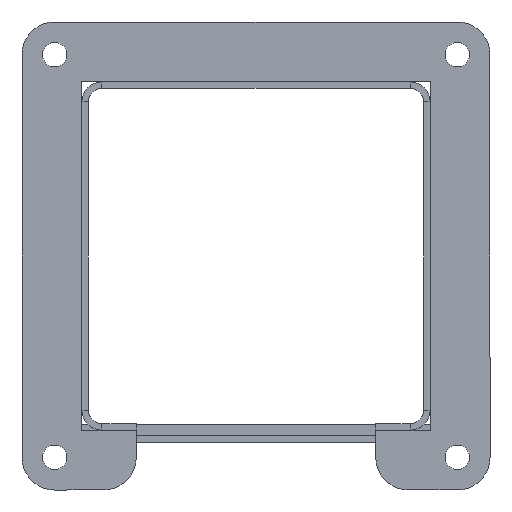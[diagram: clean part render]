
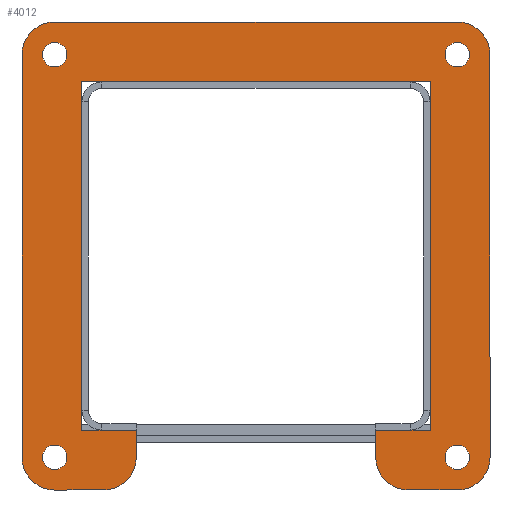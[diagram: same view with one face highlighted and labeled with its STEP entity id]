
A CAD part, front view. The second image highlights one B-rep face of the part: STEP entity #4012.
In plain terms, the highlighted face is planar.
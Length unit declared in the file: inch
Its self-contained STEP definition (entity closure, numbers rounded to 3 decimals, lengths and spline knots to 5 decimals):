
#104=FACE_BOUND('',#630,.T.);
#105=FACE_BOUND('',#631,.T.);
#106=FACE_BOUND('',#632,.T.);
#107=FACE_BOUND('',#633,.T.);
#108=FACE_BOUND('',#634,.T.);
#231=PLANE('',#4307);
#630=EDGE_LOOP('',(#2912));
#631=EDGE_LOOP('',(#2913));
#632=EDGE_LOOP('',(#2914));
#633=EDGE_LOOP('',(#2915));
#634=EDGE_LOOP('',(#2916,#2917,#2918,#2919,#2920,#2921,#2922,#2923,#2924,
#2925,#2926,#2927,#2928,#2929,#2930,#2931,#2932,#2933));
#870=CIRCLE('',#4266,0.14063);
#872=CIRCLE('',#4269,0.14063);
#874=CIRCLE('',#4272,0.14063);
#876=CIRCLE('',#4275,0.14063);
#878=CIRCLE('',#4281,0.375);
#880=CIRCLE('',#4285,0.375);
#882=CIRCLE('',#4289,0.375);
#884=CIRCLE('',#4293,0.375);
#886=CIRCLE('',#4297,0.375);
#888=CIRCLE('',#4301,0.375);
#1064=LINE('',#6021,#1452);
#1068=LINE('',#6029,#1456);
#1071=LINE('',#6035,#1459);
#1075=LINE('',#6047,#1463);
#1079=LINE('',#6059,#1467);
#1083=LINE('',#6071,#1471);
#1087=LINE('',#6083,#1475);
#1091=LINE('',#6095,#1479);
#1095=LINE('',#6107,#1483);
#1098=LINE('',#6113,#1486);
#1101=LINE('',#6119,#1489);
#1104=LINE('',#6124,#1492);
#1452=VECTOR('',#4822,4.);
#1456=VECTOR('',#4828,0.625);
#1459=VECTOR('',#4833,0.3125);
#1463=VECTOR('',#4845,0.5625);
#1467=VECTOR('',#4857,4.625);
#1471=VECTOR('',#4869,4.625);
#1475=VECTOR('',#4881,4.625);
#1479=VECTOR('',#4893,0.5625);
#1483=VECTOR('',#4905,0.3125);
#1486=VECTOR('',#4910,0.625);
#1489=VECTOR('',#4915,4.);
#1492=VECTOR('',#4920,4.);
#1820=VERTEX_POINT('',#5999);
#1822=VERTEX_POINT('',#6004);
#1824=VERTEX_POINT('',#6009);
#1826=VERTEX_POINT('',#6014);
#1828=VERTEX_POINT('',#6019);
#1829=VERTEX_POINT('',#6020);
#1832=VERTEX_POINT('',#6028);
#1834=VERTEX_POINT('',#6034);
#1836=VERTEX_POINT('',#6040);
#1838=VERTEX_POINT('',#6046);
#1840=VERTEX_POINT('',#6052);
#1842=VERTEX_POINT('',#6058);
#1844=VERTEX_POINT('',#6064);
#1846=VERTEX_POINT('',#6070);
#1848=VERTEX_POINT('',#6076);
#1850=VERTEX_POINT('',#6082);
#1852=VERTEX_POINT('',#6088);
#1854=VERTEX_POINT('',#6094);
#1856=VERTEX_POINT('',#6100);
#1858=VERTEX_POINT('',#6106);
#1860=VERTEX_POINT('',#6112);
#1862=VERTEX_POINT('',#6118);
#2214=EDGE_CURVE('',#1820,#1820,#870,.T.);
#2216=EDGE_CURVE('',#1822,#1822,#872,.T.);
#2218=EDGE_CURVE('',#1824,#1824,#874,.T.);
#2220=EDGE_CURVE('',#1826,#1826,#876,.T.);
#2222=EDGE_CURVE('',#1828,#1829,#1064,.T.);
#2226=EDGE_CURVE('',#1829,#1832,#1068,.T.);
#2229=EDGE_CURVE('',#1832,#1834,#1071,.T.);
#2232=EDGE_CURVE('',#1834,#1836,#878,.T.);
#2235=EDGE_CURVE('',#1836,#1838,#1075,.T.);
#2238=EDGE_CURVE('',#1838,#1840,#880,.T.);
#2241=EDGE_CURVE('',#1840,#1842,#1079,.T.);
#2244=EDGE_CURVE('',#1842,#1844,#882,.T.);
#2247=EDGE_CURVE('',#1844,#1846,#1083,.T.);
#2250=EDGE_CURVE('',#1846,#1848,#884,.T.);
#2253=EDGE_CURVE('',#1848,#1850,#1087,.T.);
#2256=EDGE_CURVE('',#1850,#1852,#886,.T.);
#2259=EDGE_CURVE('',#1852,#1854,#1091,.T.);
#2262=EDGE_CURVE('',#1854,#1856,#888,.T.);
#2265=EDGE_CURVE('',#1856,#1858,#1095,.T.);
#2268=EDGE_CURVE('',#1858,#1860,#1098,.T.);
#2271=EDGE_CURVE('',#1860,#1862,#1101,.T.);
#2274=EDGE_CURVE('',#1862,#1828,#1104,.T.);
#2912=ORIENTED_EDGE('',*,*,#2214,.T.);
#2913=ORIENTED_EDGE('',*,*,#2216,.T.);
#2914=ORIENTED_EDGE('',*,*,#2218,.T.);
#2915=ORIENTED_EDGE('',*,*,#2220,.T.);
#2916=ORIENTED_EDGE('',*,*,#2222,.F.);
#2917=ORIENTED_EDGE('',*,*,#2274,.F.);
#2918=ORIENTED_EDGE('',*,*,#2271,.F.);
#2919=ORIENTED_EDGE('',*,*,#2268,.F.);
#2920=ORIENTED_EDGE('',*,*,#2265,.F.);
#2921=ORIENTED_EDGE('',*,*,#2262,.F.);
#2922=ORIENTED_EDGE('',*,*,#2259,.F.);
#2923=ORIENTED_EDGE('',*,*,#2256,.F.);
#2924=ORIENTED_EDGE('',*,*,#2253,.F.);
#2925=ORIENTED_EDGE('',*,*,#2250,.F.);
#2926=ORIENTED_EDGE('',*,*,#2247,.F.);
#2927=ORIENTED_EDGE('',*,*,#2244,.F.);
#2928=ORIENTED_EDGE('',*,*,#2241,.F.);
#2929=ORIENTED_EDGE('',*,*,#2238,.F.);
#2930=ORIENTED_EDGE('',*,*,#2235,.F.);
#2931=ORIENTED_EDGE('',*,*,#2232,.F.);
#2932=ORIENTED_EDGE('',*,*,#2229,.F.);
#2933=ORIENTED_EDGE('',*,*,#2226,.F.);
#4012=ADVANCED_FACE('',(#104,#105,#106,#107,#108),#231,.T.);
#4266=AXIS2_PLACEMENT_3D('',#6000,#4798,#4799);
#4269=AXIS2_PLACEMENT_3D('',#6005,#4804,#4805);
#4272=AXIS2_PLACEMENT_3D('',#6010,#4810,#4811);
#4275=AXIS2_PLACEMENT_3D('',#6015,#4816,#4817);
#4281=AXIS2_PLACEMENT_3D('',#6041,#4838,#4839);
#4285=AXIS2_PLACEMENT_3D('',#6053,#4850,#4851);
#4289=AXIS2_PLACEMENT_3D('',#6065,#4862,#4863);
#4293=AXIS2_PLACEMENT_3D('',#6077,#4874,#4875);
#4297=AXIS2_PLACEMENT_3D('',#6089,#4886,#4887);
#4301=AXIS2_PLACEMENT_3D('',#6101,#4898,#4899);
#4307=AXIS2_PLACEMENT_3D('',#6126,#4922,#4923);
#4798=DIRECTION('center_axis',(0.,0.,-1.));
#4799=DIRECTION('ref_axis',(-1.,0.,0.));
#4804=DIRECTION('center_axis',(0.,0.,-1.));
#4805=DIRECTION('ref_axis',(-1.,0.,0.));
#4810=DIRECTION('center_axis',(0.,0.,-1.));
#4811=DIRECTION('ref_axis',(-1.,0.,0.));
#4816=DIRECTION('center_axis',(0.,0.,-1.));
#4817=DIRECTION('ref_axis',(-1.,0.,0.));
#4822=DIRECTION('',(0.,1.,0.));
#4828=DIRECTION('',(-1.,0.,0.));
#4833=DIRECTION('',(0.,1.,0.));
#4838=DIRECTION('center_axis',(0.,0.,-1.));
#4839=DIRECTION('ref_axis',(0.,-1.,0.));
#4845=DIRECTION('',(1.,0.,0.));
#4850=DIRECTION('center_axis',(0.,0.,-1.));
#4851=DIRECTION('ref_axis',(-1.,0.,0.));
#4857=DIRECTION('',(0.,-1.,0.));
#4862=DIRECTION('center_axis',(0.,0.,-1.));
#4863=DIRECTION('ref_axis',(0.,1.,0.));
#4869=DIRECTION('',(-1.,0.,0.));
#4874=DIRECTION('center_axis',(0.,0.,-1.));
#4875=DIRECTION('ref_axis',(1.,0.,0.));
#4881=DIRECTION('',(0.,1.,0.));
#4886=DIRECTION('center_axis',(0.,0.,-1.));
#4887=DIRECTION('ref_axis',(0.,-1.,0.));
#4893=DIRECTION('',(1.,0.,0.));
#4898=DIRECTION('center_axis',(0.,0.,-1.));
#4899=DIRECTION('ref_axis',(-1.,0.,0.));
#4905=DIRECTION('',(0.,-1.,0.));
#4910=DIRECTION('',(-1.,0.,0.));
#4915=DIRECTION('',(0.,-1.,0.));
#4920=DIRECTION('',(1.,0.,0.));
#4922=DIRECTION('center_axis',(0.,0.,1.));
#4923=DIRECTION('ref_axis',(1.,0.,0.));
#5999=CARTESIAN_POINT('',(-2.17188,2.3125,0.125));
#6000=CARTESIAN_POINT('Origin',(-2.3125,2.3125,0.125));
#6004=CARTESIAN_POINT('',(-2.17188,-2.3125,0.125));
#6005=CARTESIAN_POINT('Origin',(-2.3125,-2.3125,0.125));
#6009=CARTESIAN_POINT('',(2.45313,-2.3125,0.125));
#6010=CARTESIAN_POINT('Origin',(2.3125,-2.3125,0.125));
#6014=CARTESIAN_POINT('',(2.45313,2.3125,0.125));
#6015=CARTESIAN_POINT('Origin',(2.3125,2.3125,0.125));
#6019=CARTESIAN_POINT('',(2.,-2.,0.125));
#6020=CARTESIAN_POINT('',(2.,2.,0.125));
#6021=CARTESIAN_POINT('',(2.,-2.,0.125));
#6028=CARTESIAN_POINT('',(1.375,2.,0.125));
#6029=CARTESIAN_POINT('',(2.,2.,0.125));
#6034=CARTESIAN_POINT('',(1.375,2.3125,0.125));
#6035=CARTESIAN_POINT('',(1.375,2.,0.125));
#6040=CARTESIAN_POINT('',(1.75,2.6875,0.125));
#6041=CARTESIAN_POINT('Origin',(1.75,2.3125,0.125));
#6046=CARTESIAN_POINT('',(2.3125,2.6875,0.125));
#6047=CARTESIAN_POINT('',(1.75,2.6875,0.125));
#6052=CARTESIAN_POINT('',(2.6875,2.3125,0.125));
#6053=CARTESIAN_POINT('Origin',(2.3125,2.3125,0.125));
#6058=CARTESIAN_POINT('',(2.6875,-2.3125,0.125));
#6059=CARTESIAN_POINT('',(2.6875,2.3125,0.125));
#6064=CARTESIAN_POINT('',(2.3125,-2.6875,0.125));
#6065=CARTESIAN_POINT('Origin',(2.3125,-2.3125,0.125));
#6070=CARTESIAN_POINT('',(-2.3125,-2.6875,0.125));
#6071=CARTESIAN_POINT('',(2.3125,-2.6875,0.125));
#6076=CARTESIAN_POINT('',(-2.6875,-2.3125,0.125));
#6077=CARTESIAN_POINT('Origin',(-2.3125,-2.3125,0.125));
#6082=CARTESIAN_POINT('',(-2.6875,2.3125,0.125));
#6083=CARTESIAN_POINT('',(-2.6875,-2.3125,0.125));
#6088=CARTESIAN_POINT('',(-2.3125,2.6875,0.125));
#6089=CARTESIAN_POINT('Origin',(-2.3125,2.3125,0.125));
#6094=CARTESIAN_POINT('',(-1.75,2.6875,0.125));
#6095=CARTESIAN_POINT('',(-2.3125,2.6875,0.125));
#6100=CARTESIAN_POINT('',(-1.375,2.3125,0.125));
#6101=CARTESIAN_POINT('Origin',(-1.75,2.3125,0.125));
#6106=CARTESIAN_POINT('',(-1.375,2.,0.125));
#6107=CARTESIAN_POINT('',(-1.375,2.3125,0.125));
#6112=CARTESIAN_POINT('',(-2.,2.,0.125));
#6113=CARTESIAN_POINT('',(-1.375,2.,0.125));
#6118=CARTESIAN_POINT('',(-2.,-2.,0.125));
#6119=CARTESIAN_POINT('',(-2.,2.,0.125));
#6124=CARTESIAN_POINT('',(-2.,-2.,0.125));
#6126=CARTESIAN_POINT('Origin',(0.,-0.3258,
0.125));
